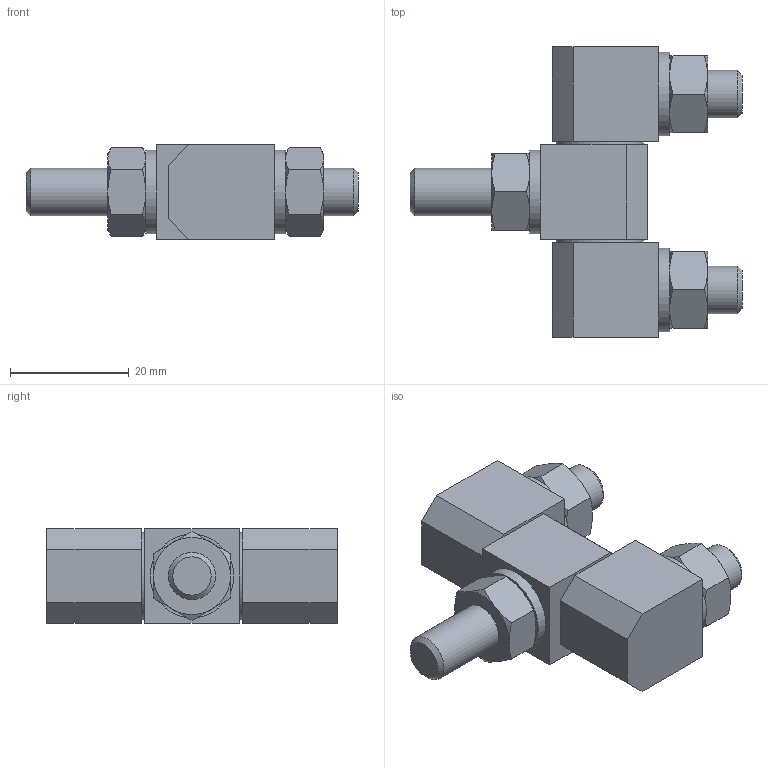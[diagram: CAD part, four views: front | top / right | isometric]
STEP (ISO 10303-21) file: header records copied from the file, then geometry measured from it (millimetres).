
FILE_DESCRIPTION( ( 'STEP AP214' ), '1' );
FILE_NAME( 'K1142.208200330.stp', '2020-12-10T10:24:13', ( '' ), ( '' ), ' ', 'PARTsolutions', ' ' );
FILE_SCHEMA( ( 'AUTOMOTIVE_DESIGN { 1 0 10303 214 1 1 1 1 }' ) );
Length unit declared in the file: millimetre
Products named in the file (1): _K1142.208200330
Bounding box: 56 x 49 x 16 mm (x, y, z)
Volume: 18300.6 mm3; surface area: 5835.6 mm2
Topology: 1 solids, 1 shells, 98 faces, 210 edges, 127 vertices
Faces by surface type: plane 51, cone 39, cylinder 8
Full cylindrical faces by diameter (mm): 8 x3, 14.1 x3, 14.7 x2
Entity records: 3606 total; most frequent: CARTESIAN_POINT 833, ORIENTED_EDGE 398, DIRECTION 380, EDGE_CURVE 199, AXIS2_PLACEMENT_3D 154, VERTEX_POINT 127, EDGE_LOOP 122, FACE_OUTER_BOUND 106
